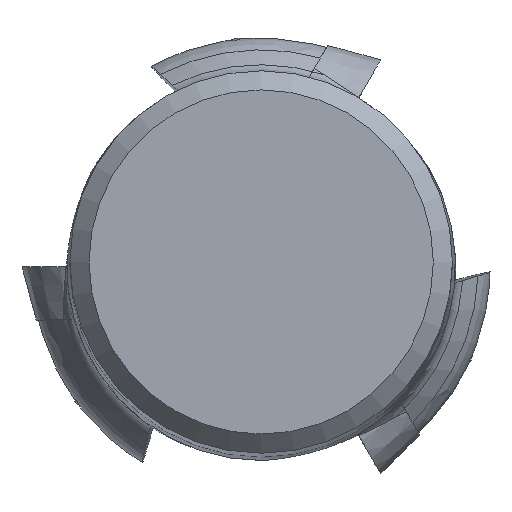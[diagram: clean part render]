
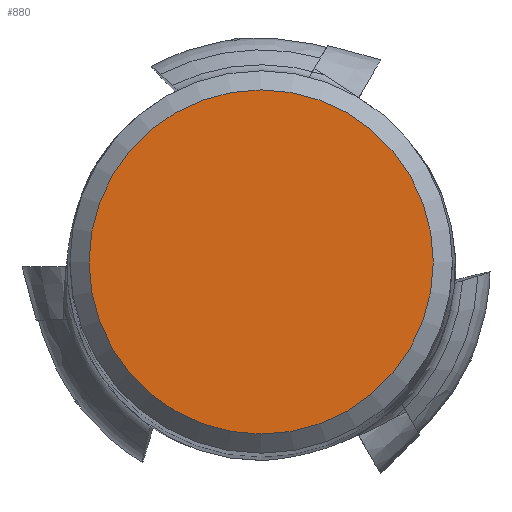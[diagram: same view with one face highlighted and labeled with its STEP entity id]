
A CAD part, top view. The second image highlights one B-rep face of the part: STEP entity #880.
In plain terms, the highlighted planar face has unit normal (0, 0, 1).
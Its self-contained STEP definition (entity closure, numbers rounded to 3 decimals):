
#336=FACE_OUTER_BOUND('',#1183,.T.);
#476=PLANE('',#3572);
#880=ADVANCED_FACE('CU_SU3',(#336),#476,.F.);
#1183=EDGE_LOOP('',(#1745));
#1745=ORIENTED_EDGE('',*,*,#2939,.F.);
#2582=VERTEX_POINT('',#5572);
#2939=EDGE_CURVE('',#2582,#2582,#3317,.T.);
#3317=CIRCLE('',#3571,8.995);
#3571=AXIS2_PLACEMENT_3D('',#5571,#4085,#4086);
#3572=AXIS2_PLACEMENT_3D('',#5573,#4087,#4088);
#4085=DIRECTION('',(0.,0.,-1.));
#4086=DIRECTION('',(-1.,0.,0.));
#4087=DIRECTION('',(0.,0.,-1.));
#4088=DIRECTION('',(-1.,0.,0.));
#5571=CARTESIAN_POINT('',(0.,0.,0.));
#5572=CARTESIAN_POINT('',(-8.995,0.,0.));
#5573=CARTESIAN_POINT('',(0.,0.,0.));
